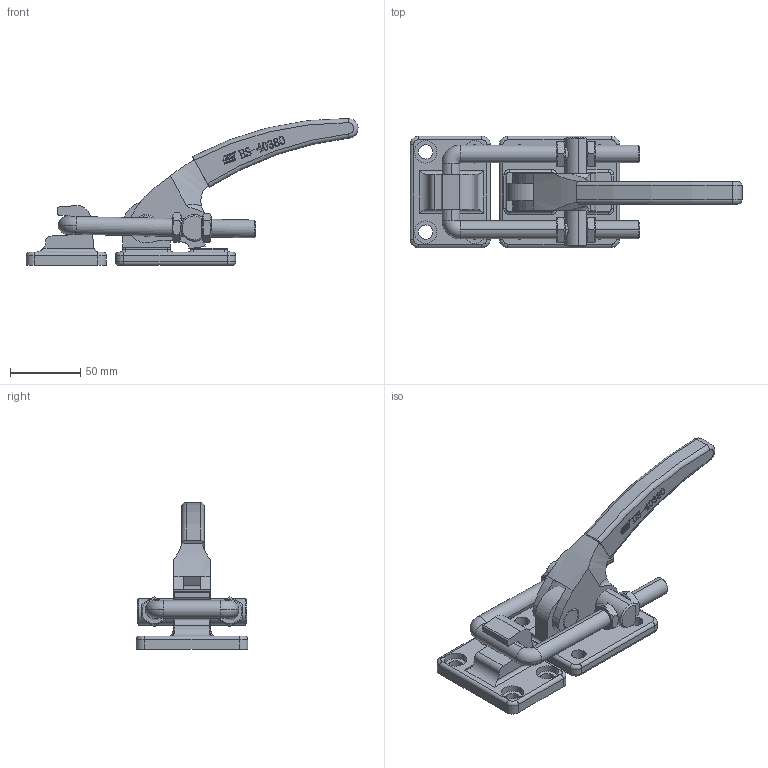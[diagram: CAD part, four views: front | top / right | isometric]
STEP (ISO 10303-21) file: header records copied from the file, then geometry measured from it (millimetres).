
FILE_DESCRIPTION (( 'STEP AP203' ), '1' );
FILE_NAME ('HS-40380 装配体.STEP', '2018-12-07T07:00:23', ( 'PCOS' ), ( '微软中国' ), 'SwSTEP 2.0', 'SolidWorks 2012', '' );
FILE_SCHEMA (( 'CONFIG_CONTROL_DESIGN' ));
Length unit declared in the file: millimetre
Products named in the file (9): HS-40380 蚾饜极; hex thin nuts-grades ab-chamfered gb_GB_FASTENER_NUT_STNAB M12-N; 挴裝; 种粣; 种1; 忒參1; 忒參; 縐釱; 菁釱
Assembly tree (11 placements, depth 2):
  HS-40380 蚾饜极
    菁釱
    縐釱
    忒參
    忒參1
    种1
    种粣
    挴裝
    hex thin nuts-grades ab-chamfered gb_GB_FASTENER_NUT_STNAB M12-N  x4
Bounding box: 236.34 x 79.4 x 104.64 mm (x, y, z)
Volume: 271189.8 mm3; surface area: 78666.4 mm2
Topology: 11 solids, 11 shells, 647 faces, 1667 edges, 1080 vertices
Faces by surface type: plane 270, cylinder 154, bspline 147, cone 46, torus 30
Entity records: 25842 total; most frequent: CARTESIAN_POINT 10929, ORIENTED_EDGE 3094, DIRECTION 2497, EDGE_CURVE 1547, VERTEX_POINT 1008, VECTOR 865, LINE 865, AXIS2_PLACEMENT_3D 816
